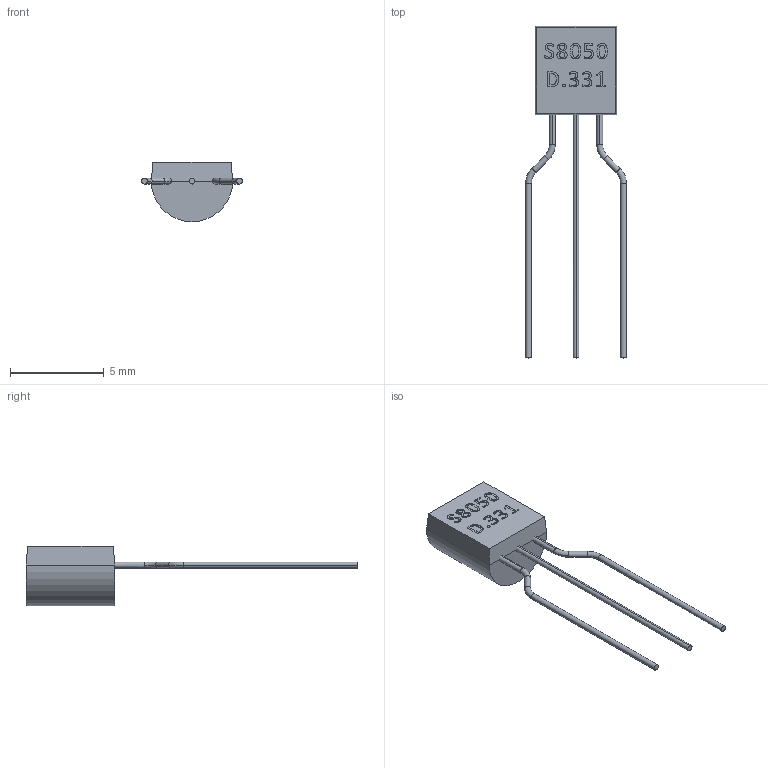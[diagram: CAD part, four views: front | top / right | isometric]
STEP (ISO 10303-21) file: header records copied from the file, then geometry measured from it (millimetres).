
FILE_DESCRIPTION (( 'STEP AP214' ), '1' );
FILE_NAME ('STEP Transistor S8050 NPN.STEP', '2021-08-03T08:12:27', ( '' ), ( '' ), 'SwSTEP 2.0', 'SolidWorks 2021', '' );
FILE_SCHEMA (( 'AUTOMOTIVE_DESIGN' ));
Length unit declared in the file: millimetre
Products named in the file (1): STEP Transistor S8050 NPN
Bounding box: 5.4 x 17.75 x 3.17 mm (x, y, z)
Volume: 59.1 mm3; surface area: 133.8 mm2
Topology: 2 solids, 2 shells, 196 faces, 513 edges, 336 vertices
Faces by surface type: bspline 107, plane 65, cylinder 16, torus 8
Entity records: 13280 total; most frequent: CARTESIAN_POINT 7561, ORIENTED_EDGE 1026, DIRECTION 537, EDGE_CURVE 513, VERTEX_POINT 336, VECTOR 241, LINE 241, B_SPLINE_CURVE_WITH_KNOTS 214
